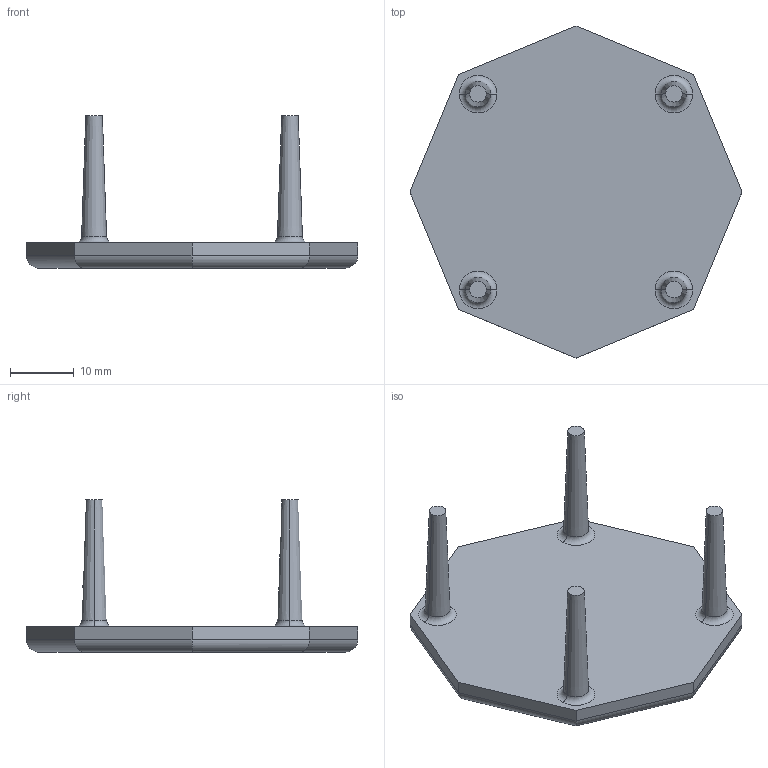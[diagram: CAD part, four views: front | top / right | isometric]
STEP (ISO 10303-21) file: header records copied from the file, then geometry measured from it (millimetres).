
FILE_DESCRIPTION (( 'STEP AP214' ), '1' );
FILE_NAME ('16 ( les fonctions accumulees ).STEP', '2025-09-19T13:57:17', ( '' ), ( '' ), 'SwSTEP 2.0', 'SolidWorks 2024', '' );
FILE_SCHEMA (( 'AUTOMOTIVE_DESIGN' ));
Length unit declared in the file: millimetre
Products named in the file (1): 16 ( les fonctions accumulees )
Bounding box: 52.26 x 52.26 x 24 mm (x, y, z)
Volume: 8296.8 mm3; surface area: 5146.7 mm2
Topology: 1 solids, 1 shells, 38 faces, 80 edges, 48 vertices
Faces by surface type: plane 14, torus 8, cone 8, cylinder 8
Entity records: 1031 total; most frequent: CARTESIAN_POINT 191, DIRECTION 182, ORIENTED_EDGE 160, EDGE_CURVE 80, AXIS2_PLACEMENT_3D 71, VERTEX_POINT 48, EDGE_LOOP 42, VECTOR 40
